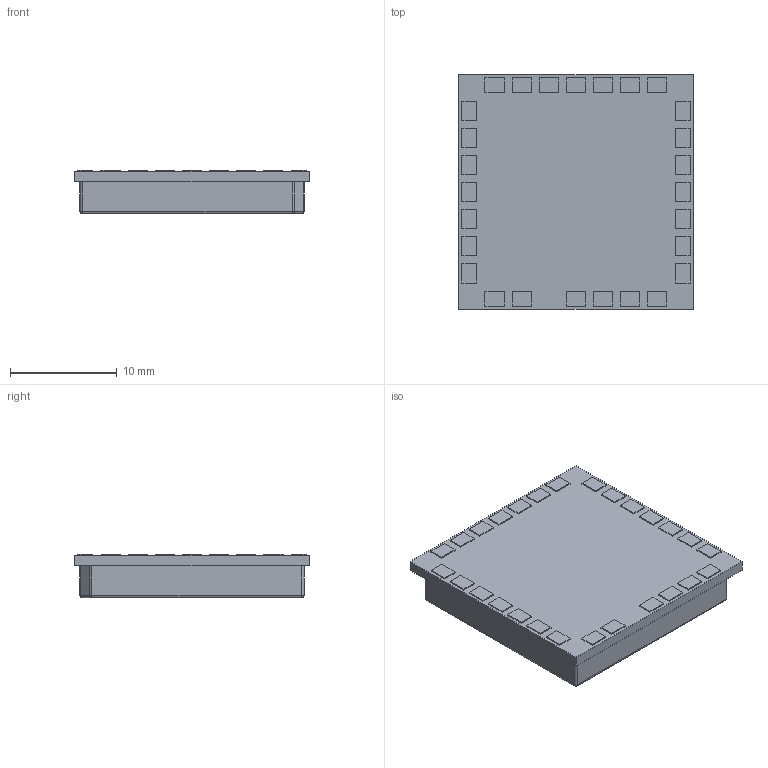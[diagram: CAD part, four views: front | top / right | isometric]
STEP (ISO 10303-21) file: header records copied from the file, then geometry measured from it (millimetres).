
FILE_DESCRIPTION(/* description */ ('Unknown'),/* implementation_level */ '2;1');
FILE_NAME(/* name */ 'PLC STAMP',/* time_stamp */ '2018-10-02T16:01:13+01:00',/* author */ ('Unknown'),/* organization */ ('Unknown'),/* preprocessor_version */ 'ST-DEVELOPER v16.7',/* originating_system */ 'DEX',/* authorisation */ $);
FILE_SCHEMA (('AUTOMOTIVE_DESIGN {1 0 10303 214 3 1 1}'));
Length unit declared in the file: millimetre
Products named in the file (1): PLC STAMP
Bounding box: 22 x 22 x 4.1 mm (x, y, z)
Volume: 1809.6 mm3; surface area: 1312.1 mm2
Topology: 1 solids, 1 shells, 166 faces, 396 edges, 254 vertices
Faces by surface type: plane 148, cylinder 12, sphere 6
Entity records: 4684 total; most frequent: CARTESIAN_POINT 811, ORIENTED_EDGE 780, DIRECTION 748, EDGE_CURVE 390, LINE 366, VECTOR 366, VERTEX_POINT 254, EDGE_LOOP 194
